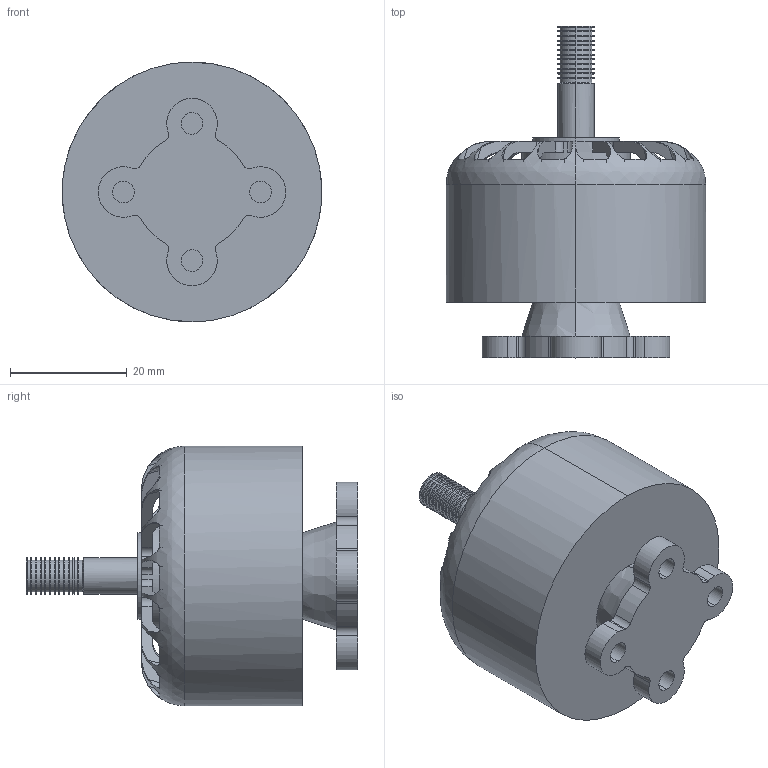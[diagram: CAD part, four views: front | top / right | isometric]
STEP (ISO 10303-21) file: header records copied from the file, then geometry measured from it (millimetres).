
FILE_DESCRIPTION(('FreeCAD Model'),'2;1');
FILE_NAME('Open CASCADE Shape Model','2025-04-27T14:30:22',('FreeCAD'),( 'FreeCAD'),'Open CASCADE STEP processor 7.6','FreeCAD','Unknown');
FILE_SCHEMA(('AUTOMOTIVE_DESIGN { 1 0 10303 214 1 1 1 1 }'));
Length unit declared in the file: millimetre
Products named in the file (1): Open CASCADE STEP translator 7.6 1
Bounding box: 44.44 x 56.88 x 44.51 mm (x, y, z)
Volume: 38310.2 mm3; surface area: 10655.6 mm2
Topology: 1 solids, 1 shells, 597 faces, 1618 edges, 976 vertices
Faces by surface type: bspline 597
Entity records: 23663 total; most frequent: CARTESIAN_POINT 15165, ORIENTED_EDGE 3160, EDGE_CURVE 1580, VERTEX_POINT 976, B_SPLINE_CURVE_WITH_KNOTS 723, FACE_BOUND 632, EDGE_LOOP 632, ADVANCED_FACE 597
